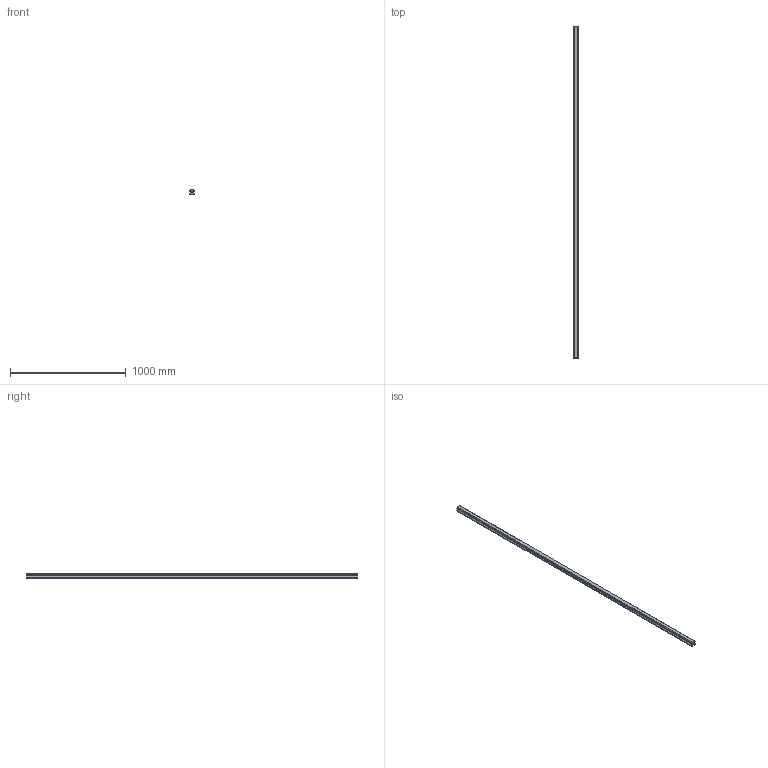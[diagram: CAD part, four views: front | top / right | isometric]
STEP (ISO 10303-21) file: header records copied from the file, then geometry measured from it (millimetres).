
FILE_DESCRIPTION(('STEP AP214'),'1');
FILE_NAME('cctmp_0CBF3A30-92D3-4CF0-A16D-C3EE450C966D_2021_01_28_13_18_10_0824..stp','2021-01-28T12:18:10',('HIWIN GmbH'),('CADClick - www.CADClick.com'),'Spatial InterOp 3D',' ','unknown authorization');
FILE_SCHEMA(('AUTOMOTIVE_DESIGN'));
Length unit declared in the file: millimetre
Products named in the file (1): HGR45T2865C_FILE
Bounding box: 45 x 2865 x 38 mm (x, y, z)
Volume: 4010691.3 mm3; surface area: 519622.2 mm2
Topology: 1 solids, 1 shells, 209 faces, 553 edges, 322 vertices
Faces by surface type: plane 93, cylinder 60, cone 56
Entity records: 7683 total; most frequent: DIRECTION 1037, CARTESIAN_POINT 1029, ORIENTED_EDGE 994, EDGE_CURVE 497, LINE 377, VECTOR 377, AXIS2_PLACEMENT_3D 330, VERTEX_POINT 322
